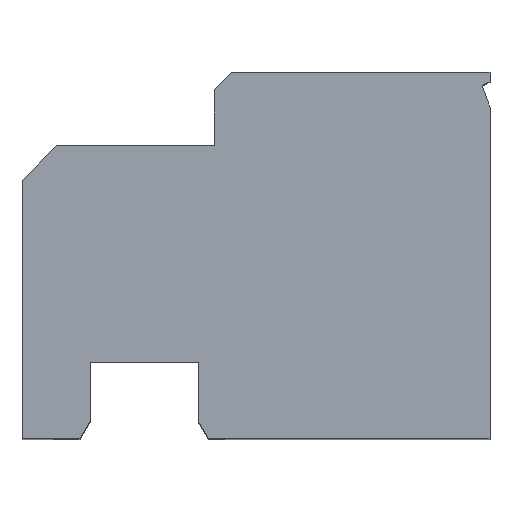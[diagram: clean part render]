
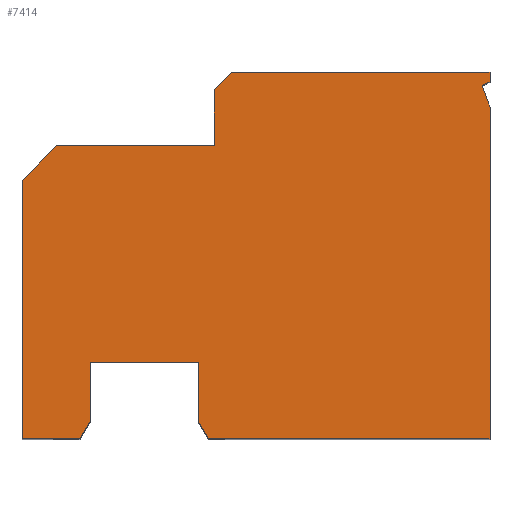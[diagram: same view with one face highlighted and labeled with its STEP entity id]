
A CAD part, top view. The second image highlights one B-rep face of the part: STEP entity #7414.
In plain terms, the highlighted planar face has unit normal (0, 0, 1).
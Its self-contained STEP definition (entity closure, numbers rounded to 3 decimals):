
#1365=ORIENTED_EDGE('',*,*,#2407,.T.);
#1366=ORIENTED_EDGE('',*,*,#2418,.T.);
#1367=ORIENTED_EDGE('',*,*,#1934,.T.);
#1368=ORIENTED_EDGE('',*,*,#2419,.T.);
#1369=ORIENTED_EDGE('',*,*,#2345,.T.);
#1370=ORIENTED_EDGE('',*,*,#2403,.T.);
#1371=ORIENTED_EDGE('',*,*,#2420,.T.);
#1372=ORIENTED_EDGE('',*,*,#2421,.T.);
#1373=ORIENTED_EDGE('',*,*,#2214,.T.);
#1374=ORIENTED_EDGE('',*,*,#1882,.T.);
#1375=ORIENTED_EDGE('',*,*,#2274,.T.);
#1376=ORIENTED_EDGE('',*,*,#2188,.T.);
#1377=ORIENTED_EDGE('',*,*,#1966,.T.);
#1378=ORIENTED_EDGE('',*,*,#2003,.T.);
#1379=ORIENTED_EDGE('',*,*,#2422,.T.);
#1380=ORIENTED_EDGE('',*,*,#2423,.T.);
#1381=ORIENTED_EDGE('',*,*,#1904,.T.);
#1882=EDGE_CURVE('',#2611,#2610,#3134,.T.);
#1904=EDGE_CURVE('',#2632,#2631,#3147,.T.);
#1934=EDGE_CURVE('',#2636,#2659,#3174,.T.);
#1966=EDGE_CURVE('',#2683,#2684,#3204,.T.);
#2003=EDGE_CURVE('',#2684,#2713,#3225,.T.);
#2188=EDGE_CURVE('',#2835,#2683,#3356,.T.);
#2214=EDGE_CURVE('',#2852,#2611,#3381,.T.);
#2274=EDGE_CURVE('',#2610,#2835,#3424,.T.);
#2345=EDGE_CURVE('',#2941,#2940,#3476,.T.);
#2403=EDGE_CURVE('',#2940,#2981,#3521,.T.);
#2407=EDGE_CURVE('',#2631,#2984,#3523,.T.);
#2418=EDGE_CURVE('',#2984,#2636,#3532,.T.);
#2419=EDGE_CURVE('',#2659,#2941,#3533,.T.);
#2420=EDGE_CURVE('',#2981,#2990,#3534,.T.);
#2421=EDGE_CURVE('',#2990,#2852,#3535,.T.);
#2422=EDGE_CURVE('',#2713,#2991,#3536,.T.);
#2423=EDGE_CURVE('',#2991,#2632,#3537,.T.);
#2610=VERTEX_POINT('',#9730);
#2611=VERTEX_POINT('',#9732);
#2631=VERTEX_POINT('',#9776);
#2632=VERTEX_POINT('',#9778);
#2636=VERTEX_POINT('',#9790);
#2659=VERTEX_POINT('',#9835);
#2683=VERTEX_POINT('',#9896);
#2684=VERTEX_POINT('',#9898);
#2713=VERTEX_POINT('',#9975);
#2835=VERTEX_POINT('',#10523);
#2852=VERTEX_POINT('',#10576);
#2940=VERTEX_POINT('',#11035);
#2941=VERTEX_POINT('',#11037);
#2981=VERTEX_POINT('',#11234);
#2984=VERTEX_POINT('',#11246);
#2990=VERTEX_POINT('',#11270);
#2991=VERTEX_POINT('',#11273);
#3134=LINE('',#9731,#3712);
#3147=LINE('',#9777,#3725);
#3174=LINE('',#9836,#3752);
#3204=LINE('',#9899,#3782);
#3225=LINE('',#9976,#3803);
#3356=LINE('',#10524,#3934);
#3381=LINE('',#10575,#3959);
#3424=LINE('',#10698,#4002);
#3476=LINE('',#11036,#4054);
#3521=LINE('',#11235,#4099);
#3523=LINE('',#11245,#4101);
#3532=LINE('',#11267,#4110);
#3533=LINE('',#11268,#4111);
#3534=LINE('',#11269,#4112);
#3535=LINE('',#11271,#4113);
#3536=LINE('',#11272,#4114);
#3537=LINE('',#11274,#4115);
#3712=VECTOR('',#8127,1000.);
#3725=VECTOR('',#8164,1000.);
#3752=VECTOR('',#8199,1000.);
#3782=VECTOR('',#8245,1000.);
#3803=VECTOR('',#8320,1000.);
#3934=VECTOR('',#8691,1000.);
#3959=VECTOR('',#8736,1000.);
#4002=VECTOR('',#8855,1000.);
#4054=VECTOR('',#8989,1000.);
#4099=VECTOR('',#9096,1000.);
#4101=VECTOR('',#9110,1000.);
#4110=VECTOR('',#9133,1000.);
#4111=VECTOR('',#9134,1000.);
#4112=VECTOR('',#9135,1000.);
#4113=VECTOR('',#9136,1000.);
#4114=VECTOR('',#9137,1000.);
#4115=VECTOR('',#9138,1000.);
#4444=EDGE_LOOP('',(#1365,#1366,#1367,#1368,#1369,#1370,#1371,#1372,#1373,
#1374,#1375,#1376,#1377,#1378,#1379,#1380,#1381));
#4796=FACE_BOUND('',#4444,.T.);
#5064=PLANE('',#7846);
#7414=ADVANCED_FACE('',(#4796),#5064,.F.);
#7846=AXIS2_PLACEMENT_3D('',#11266,#9131,#9132);
#8127=DIRECTION('',(0.,1.,0.));
#8164=DIRECTION('',(-1.,0.,0.));
#8199=DIRECTION('',(1.,0.,0.));
#8245=DIRECTION('',(0.,1.,0.));
#8320=DIRECTION('',(-1.,0.,0.));
#8691=DIRECTION('',(0.906,0.423,0.));
#8736=DIRECTION('',(1.,0.,0.));
#8855=DIRECTION('',(-0.342,0.94,0.));
#8989=DIRECTION('',(0.,1.,0.));
#9096=DIRECTION('',(1.,0.,0.));
#9110=DIRECTION('',(-0.707,-0.707,0.));
#9131=DIRECTION('',(0.,0.,-1.));
#9132=DIRECTION('',(0.,-1.,0.));
#9133=DIRECTION('',(0.,-1.,0.));
#9134=DIRECTION('',(0.5,0.866,0.));
#9135=DIRECTION('',(0.,-1.,0.));
#9136=DIRECTION('',(0.5,-0.866,0.));
#9137=DIRECTION('',(-0.707,-0.707,0.));
#9138=DIRECTION('',(0.,-1.,0.));
#9730=CARTESIAN_POINT('',(16.764,27.988,10.));
#9731=CARTESIAN_POINT('',(16.764,0.,10.));
#9732=CARTESIAN_POINT('',(16.764,18.488,10.));
#9776=CARTESIAN_POINT('',(4.364,26.888,10.));
#9777=CARTESIAN_POINT('',(0.,26.888,10.));
#9778=CARTESIAN_POINT('',(8.864,26.888,10.));
#9790=CARTESIAN_POINT('',(3.364,18.488,10.));
#9835=CARTESIAN_POINT('',(5.025,18.488,10.));
#9836=CARTESIAN_POINT('',(0.,18.488,10.));
#9896=CARTESIAN_POINT('',(16.764,28.721,10.));
#9898=CARTESIAN_POINT('',(16.764,28.988,10.));
#9899=CARTESIAN_POINT('',(16.764,0.,10.));
#9975=CARTESIAN_POINT('',(9.364,28.988,10.));
#9976=CARTESIAN_POINT('',(0.,28.988,10.));
#10523=CARTESIAN_POINT('',(16.536,28.614,10.));
#10524=CARTESIAN_POINT('',(0.,20.904,10.));
#10575=CARTESIAN_POINT('',(0.,18.488,10.));
#10576=CARTESIAN_POINT('',(8.703,18.488,10.));
#10698=CARTESIAN_POINT('',(26.951,0.,10.));
#11035=CARTESIAN_POINT('',(5.314,20.688,10.));
#11036=CARTESIAN_POINT('',(5.314,0.,10.));
#11037=CARTESIAN_POINT('',(5.314,18.988,10.));
#11234=CARTESIAN_POINT('',(8.414,20.688,10.));
#11235=CARTESIAN_POINT('',(0.,20.688,10.));
#11245=CARTESIAN_POINT('',(0.,22.524,10.));
#11246=CARTESIAN_POINT('',(3.364,25.888,10.));
#11266=CARTESIAN_POINT('',(14.914,27.838,10.));
#11267=CARTESIAN_POINT('',(3.364,0.,10.));
#11268=CARTESIAN_POINT('',(-5.649,0.,10.));
#11269=CARTESIAN_POINT('',(8.414,0.,10.));
#11270=CARTESIAN_POINT('',(8.414,18.988,10.));
#11271=CARTESIAN_POINT('',(19.376,0.,10.));
#11272=CARTESIAN_POINT('',(-19.624,0.,10.));
#11273=CARTESIAN_POINT('',(8.864,28.488,10.));
#11274=CARTESIAN_POINT('',(8.864,0.,10.));
